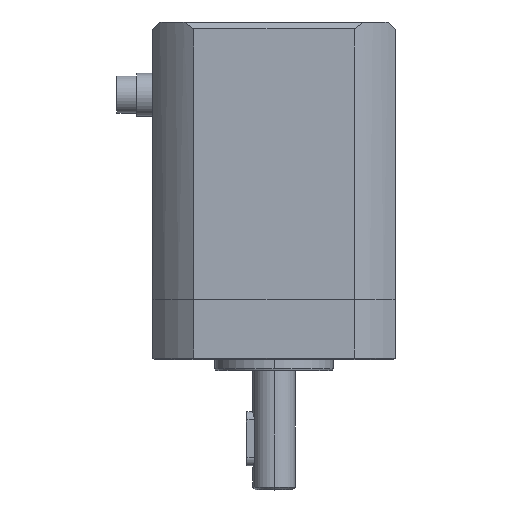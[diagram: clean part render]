
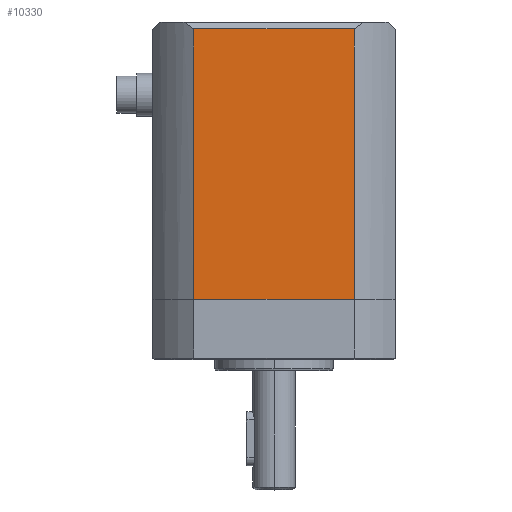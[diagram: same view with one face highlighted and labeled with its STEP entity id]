
A CAD part, top view. The second image highlights one B-rep face of the part: STEP entity #10330.
In plain terms, the highlighted face is planar.
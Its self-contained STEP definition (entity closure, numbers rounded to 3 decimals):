
#505 = CARTESIAN_POINT ( 'NONE',  ( 14.925, 51.5, -22.5 ) ) ;
#912 = DIRECTION ( 'NONE',  ( -1., 0., 0. ) ) ;
#1311 = CARTESIAN_POINT ( 'NONE',  ( -22.5, 51.5, -22.5 ) ) ;
#1374 = CARTESIAN_POINT ( 'NONE',  ( -14.925, 51.5, -22.5 ) ) ;
#1833 = ORIENTED_EDGE ( 'NONE', *, *, #15420, .T. ) ;
#2514 = EDGE_CURVE ( 'NONE', #7163, #2786, #10443, .T. ) ;
#2594 = CARTESIAN_POINT ( 'NONE',  ( -14.925, 51.5, -22.5 ) ) ;
#2786 = VERTEX_POINT ( 'NONE', #7447 ) ;
#2945 = VECTOR ( 'NONE', #912, 1000. ) ;
#3986 = ORIENTED_EDGE ( 'NONE', *, *, #2514, .T. ) ;
#4211 = CARTESIAN_POINT ( 'NONE',  ( -22.5, 1.3, -22.5 ) ) ;
#4382 = VECTOR ( 'NONE', #11764, 1000. ) ;
#5081 = DIRECTION ( 'NONE',  ( 0., 1., 0. ) ) ;
#5198 = EDGE_LOOP ( 'NONE', ( #3986, #10068, #1833, #9596 ) ) ;
#5434 = LINE ( 'NONE', #4211, #14101 ) ;
#6062 = FACE_OUTER_BOUND ( 'NONE', #5198, .T. ) ;
#6202 = DIRECTION ( 'NONE',  ( 0., 0., 1. ) ) ;
#6210 = LINE ( 'NONE', #2594, #11153 ) ;
#7133 = CARTESIAN_POINT ( 'NONE',  ( 14.925, 51.5, -22.5 ) ) ;
#7163 = VERTEX_POINT ( 'NONE', #7133 ) ;
#7447 = CARTESIAN_POINT ( 'NONE',  ( 14.925, 1.3, -22.5 ) ) ;
#7668 = EDGE_CURVE ( 'NONE', #2786, #11615, #5434, .T. ) ;
#8530 = PLANE ( 'NONE',  #9608 ) ;
#8764 = DIRECTION ( 'NONE',  ( 1., 0., 0. ) ) ;
#9192 = DIRECTION ( 'NONE',  ( -1., 0., 0. ) ) ;
#9596 = ORIENTED_EDGE ( 'NONE', *, *, #15588, .F. ) ;
#9608 = AXIS2_PLACEMENT_3D ( 'NONE', #1311, #6202, #8764 ) ;
#10068 = ORIENTED_EDGE ( 'NONE', *, *, #7668, .T. ) ;
#10330 = ADVANCED_FACE ( 'NONE', ( #6062 ), #8530, .F. ) ;
#10443 = LINE ( 'NONE', #505, #4382 ) ;
#11153 = VECTOR ( 'NONE', #5081, 1000. ) ;
#11615 = VERTEX_POINT ( 'NONE', #11717 ) ;
#11717 = CARTESIAN_POINT ( 'NONE',  ( -14.925, 1.3, -22.5 ) ) ;
#11764 = DIRECTION ( 'NONE',  ( 0., -1., 0. ) ) ;
#11865 = CARTESIAN_POINT ( 'NONE',  ( -22.5, 51.5, -22.5 ) ) ;
#12271 = VERTEX_POINT ( 'NONE', #1374 ) ;
#14101 = VECTOR ( 'NONE', #9192, 1000. ) ;
#15420 = EDGE_CURVE ( 'NONE', #11615, #12271, #6210, .T. ) ;
#15588 = EDGE_CURVE ( 'NONE', #7163, #12271, #15714, .T. ) ;
#15714 = LINE ( 'NONE', #11865, #2945 ) ;
